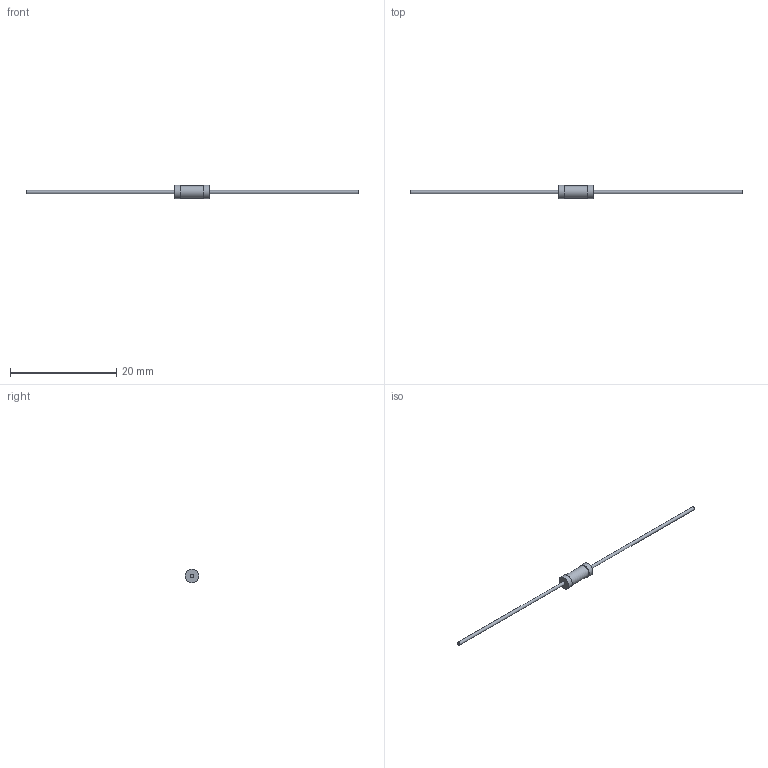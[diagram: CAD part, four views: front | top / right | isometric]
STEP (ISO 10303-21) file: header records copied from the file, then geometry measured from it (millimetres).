
FILE_DESCRIPTION(/* description */ ('Professional Metal Film Leaded Resistor'),/* implementation_level */ '2;1');
FILE_NAME(/* name */ 'MBB SMA 2017 - MBB0207VCXXXXFCT00.stp',/* time_stamp */ '2017-06-23T09:29:33+02:00',/* author */ ('klepschi'),/* organization */ (''),/* preprocessor_version */ 'ST-DEVELOPER v15.6',/* originating_system */ 'Autodesk Inventor 2015',/* authorisation */ '');
FILE_SCHEMA (('AUTOMOTIVE_DESIGN { 1 0 10303 214 3 1 1 }'));
Length unit declared in the file: millimetre
Products named in the file (1): MBB SMA 2017 - MBB0207VCXXXXFCT00
Bounding box: 62.5 x 2.5 x 2.5 mm (x, y, z)
Volume: 44.3 mm3; surface area: 165.1 mm2
Topology: 1 solids, 1 shells, 11 faces, 15 edges, 10 vertices
Faces by surface type: plane 6, cylinder 5
Full cylindrical faces by diameter (mm): 0.6 x2, 2.3 x1, 2.5 x2
Entity records: 252 total; most frequent: DIRECTION 44, CARTESIAN_POINT 32, AXIS2_PLACEMENT_3D 22, EDGE_LOOP 20, ORIENTED_EDGE 20, FACE_OUTER_BOUND 11, ADVANCED_FACE 11, CIRCLE 10
